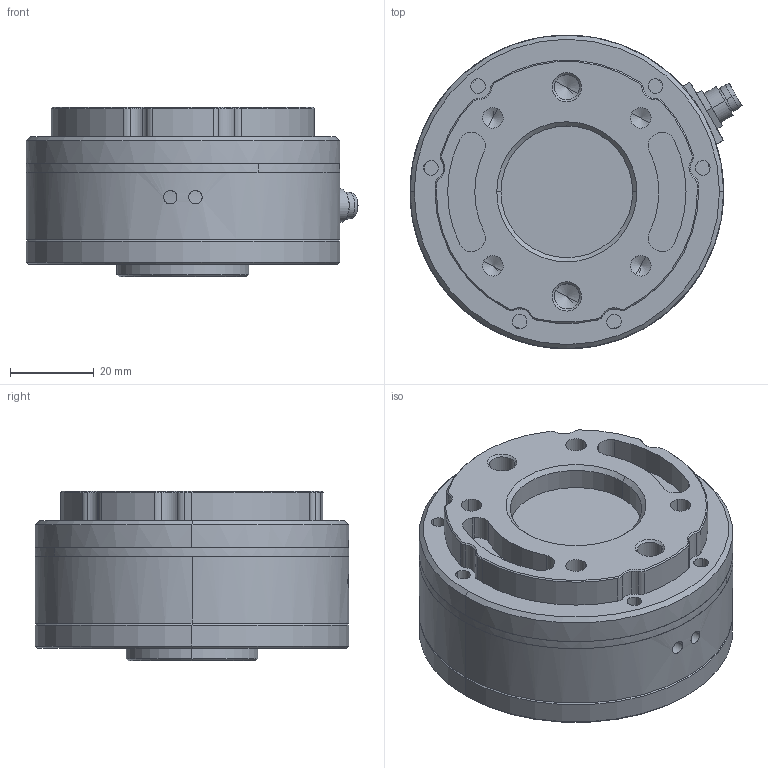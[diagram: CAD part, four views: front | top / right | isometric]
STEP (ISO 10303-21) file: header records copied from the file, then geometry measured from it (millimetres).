
FILE_DESCRIPTION(('CATIA V5 STEP'),'2;1');
FILE_NAME('坤维科技-六轴力传感器KWR75系列-三维数模.stp','2020-11-21T13:39:45+00:00',('none'),('none'),'CATIA Version 5 Release 20 GA (IN-10)','CATIA V5 STEP AP214','none');
FILE_SCHEMA(('AUTOMOTIVE_DESIGN { 1 0 10303 214 1 1 1 1 }'));
Length unit declared in the file: millimetre
Products named in the file (1): 产品1_AllCATPart
Bounding box: 79.38 x 75 x 40.5 mm (x, y, z)
Volume: 117738.8 mm3; surface area: 50888.8 mm2
Topology: 18 solids, 29 shells, 894 faces, 2127 edges, 1330 vertices
Faces by surface type: cylinder 392, plane 307, cone 179, sphere 16
Entity records: 23914 total; most frequent: CARTESIAN_POINT 4314, ORIENTED_EDGE 4150, DIRECTION 3274, EDGE_CURVE 2075, AXIS2_PLACEMENT_3D 1607, VERTEX_POINT 1330, VECTOR 1055, LINE 1055
